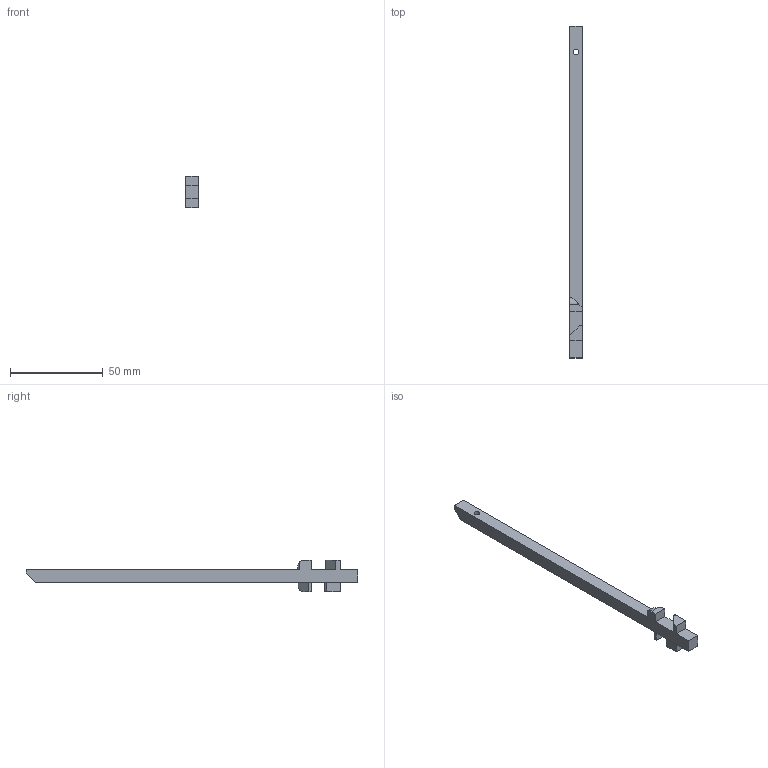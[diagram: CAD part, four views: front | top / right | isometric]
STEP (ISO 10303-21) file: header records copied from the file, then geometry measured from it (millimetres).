
FILE_DESCRIPTION(('HOOPS Exchange Step'),'2;1');
FILE_NAME('temp_export','2026-02-08T15:22:35-06:00',('mobile'),('Shapr3D Limited'),'HOOPS Exchange 2025.9','Shapr3D','Authorized');
FILE_SCHEMA( ('AP242_MANAGED_MODEL_BASED_3D_ENGINEERING_MIM_LF {1 0 10303 442 1 1 4}') );
Length unit declared in the file: millimetre
Products named in the file (3): Mag Catch Mech.; Back; root
Assembly tree (2 placements, depth 3):
  root
    Back
      Mag Catch Mech.
Bounding box: 7 x 179 x 17.2 mm (x, y, z)
Volume: 9397.1 mm3; surface area: 5629.5 mm2
Topology: 1 solids, 1 shells, 33 faces, 87 edges, 58 vertices
Faces by surface type: plane 25, cylinder 8
Full cylindrical faces by diameter (mm): 3.1 x1
Entity records: 1175 total; most frequent: CARTESIAN_POINT 266, ORIENTED_EDGE 174, DIRECTION 173, EDGE_CURVE 87, VECTOR 71, LINE 71, VERTEX_POINT 58, AXIS2_PLACEMENT_3D 51
